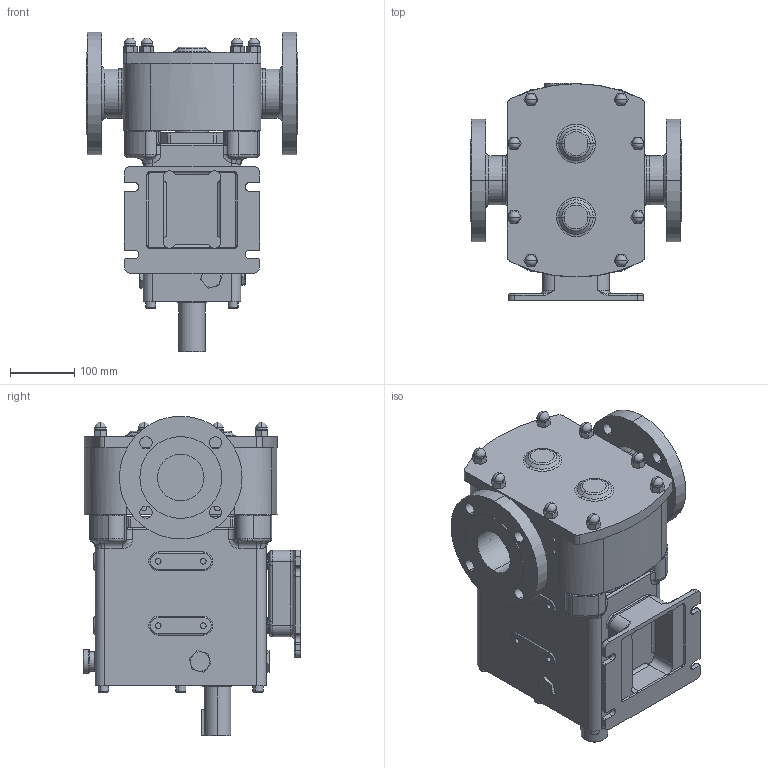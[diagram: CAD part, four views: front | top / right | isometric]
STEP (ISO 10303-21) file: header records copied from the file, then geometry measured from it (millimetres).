
FILE_DESCRIPTION (( 'STEP AP214' ), '1' );
FILE_NAME ('GA4449.STEP', '2024-11-06T21:48:01', ( '' ), ( '' ), 'SwSTEP 2.0', 'SolidWorks 2023', '' );
FILE_SCHEMA (( 'AUTOMOTIVE_DESIGN' ));
Length unit declared in the file: millimetre
Products named in the file (3): Copy of R1300 CPP H BSD^GA4449; Copy of Z94-5301-55 - 3 INCH ASA 150^GA4449; GA4449
Assembly tree (3 placements, depth 2):
  GA4449
    Copy of R1300 CPP H BSD^GA4449
    Copy of Z94-5301-55 - 3 INCH ASA 150^GA4449  x2
Bounding box: 328 x 337 x 496.25 mm (x, y, z)
Volume: 19726082.3 mm3; surface area: 844015.5 mm2
Topology: 3 solids, 3 shells, 930 faces, 2238 edges, 1331 vertices
Faces by surface type: cylinder 295, plane 292, cone 161, torus 92, bspline 66, sphere 24
Entity records: 29785 total; most frequent: CARTESIAN_POINT 9095, DIRECTION 4465, ORIENTED_EDGE 4248, EDGE_CURVE 2124, AXIS2_PLACEMENT_3D 1821, VERTEX_POINT 1281, EDGE_LOOP 989, CIRCLE 973
